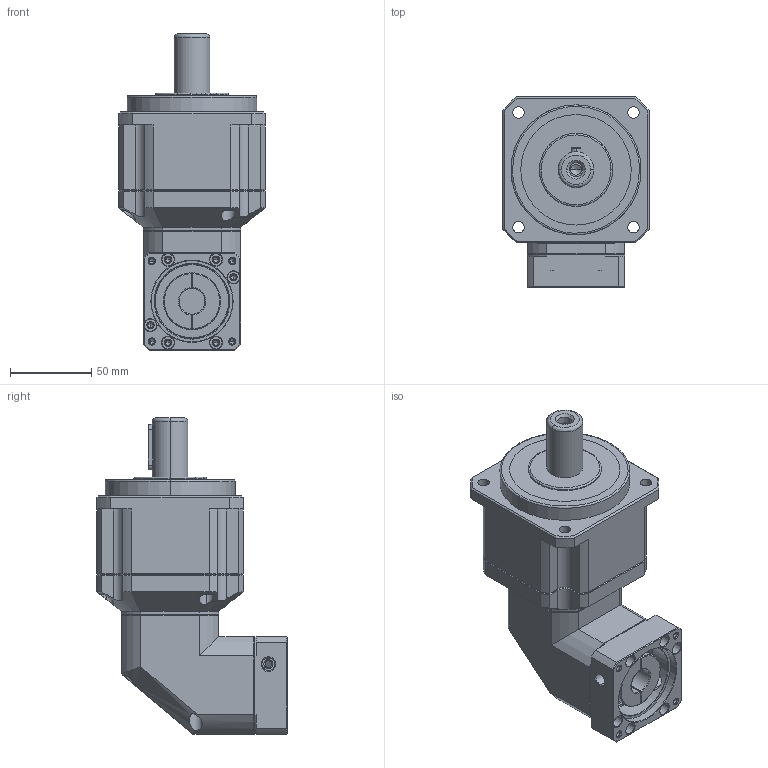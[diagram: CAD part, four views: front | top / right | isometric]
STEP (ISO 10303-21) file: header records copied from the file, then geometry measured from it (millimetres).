
FILE_DESCRIPTION (( 'STEP AP214' ), '1' );
FILE_NAME ('SBL090-L2-16-50-70-M4-M5.STEP', '2021-12-25T07:48:10', ( 'admin' ), ( '' ), 'SwSTEP 2.0', 'SolidWorks 2013', '' );
FILE_SCHEMA (( 'AUTOMOTIVE_DESIGN' ));
Length unit declared in the file: millimetre
Products named in the file (5): SBL060_X2_53CC8FB9_X0_-16; SB090_X2_8F9351FA7AEF_X0_; SB090_X2_4E007EA79F7F570863A5_X0_060; SBL060-50-70M4; SBL090-L2-16-50-70-M4-M5
Assembly tree (4 placements, depth 2):
  SBL090-L2-16-50-70-M4-M5
    SBL060-50-70M4
    SB090_X2_4E007EA79F7F570863A5_X0_060
    SB090_X2_8F9351FA7AEF_X0_
    SBL060_X2_53CC8FB9_X0_-16
Bounding box: 90 x 117 x 194.5 mm (x, y, z)
Volume: 881629.5 mm3; surface area: 118510.8 mm2
Topology: 6 solids, 6 shells, 543 faces, 1321 edges, 809 vertices
Faces by surface type: cylinder 207, plane 189, cone 129, bspline 18
Entity records: 23317 total; most frequent: CARTESIAN_POINT 4518, DIRECTION 2683, ORIENTED_EDGE 2594, EDGE_CURVE 1297, AXIS2_PLACEMENT_3D 1047, VERTEX_POINT 809, EDGE_LOOP 628, VECTOR 589
